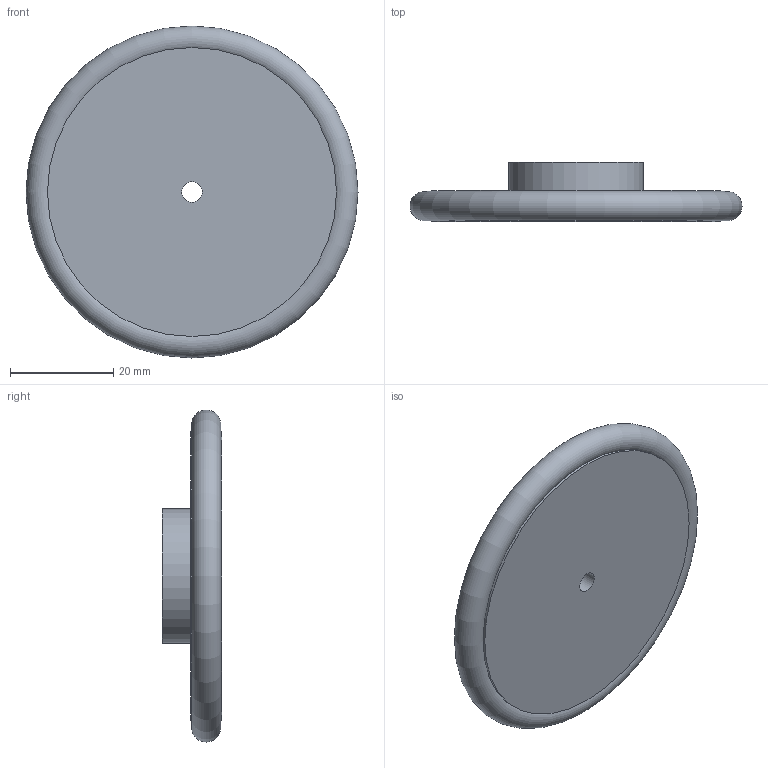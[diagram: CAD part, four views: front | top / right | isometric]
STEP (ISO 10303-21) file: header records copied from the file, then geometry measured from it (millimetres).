
FILE_DESCRIPTION(/* description */ (''),/* implementation_level */ '2;1');
FILE_NAME(/* name */ 'encoder wheel_v3.step',/* time_stamp */ '2023-05-19T17:34:54+02:00',/* author */ (''),/* organization */ (''),/* preprocessor_version */ 'ST-DEVELOPER v19.2',/* originating_system */ 'Autodesk Translation Framework v12.4.0.73',/* authorisation */ '');
FILE_SCHEMA (('AUTOMOTIVE_DESIGN { 1 0 10303 214 3 1 1 }'));
Length unit declared in the file: millimetre
Products named in the file (3): encoder wheel; hub; wheel
Assembly tree (2 placements, depth 2):
  encoder wheel
    hub
    wheel
Bounding box: 64.33 x 11.5 x 64.33 mm (x, y, z)
Volume: 21282.5 mm3; surface area: 9991.5 mm2
Topology: 2 solids, 2 shells, 9 faces, 17 edges, 11 vertices
Faces by surface type: cylinder 4, plane 3, torus 2
Full cylindrical faces by diameter (mm): 4 x1, 26 x1, 56 x2
Entity records: 343 total; most frequent: DIRECTION 58, CARTESIAN_POINT 42, ORIENTED_EDGE 34, AXIS2_PLACEMENT_3D 27, EDGE_CURVE 17, CIRCLE 13, EDGE_LOOP 12, VERTEX_POINT 11
